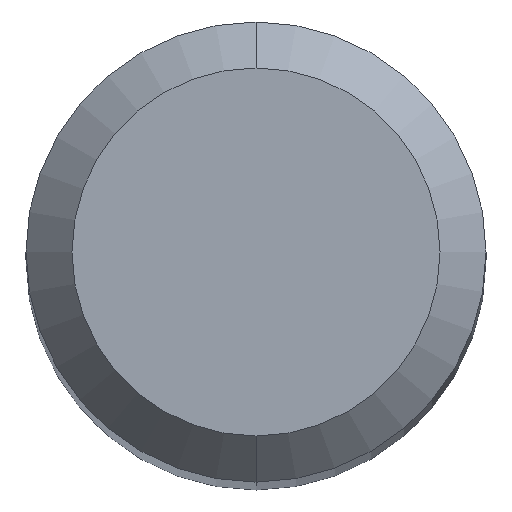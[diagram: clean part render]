
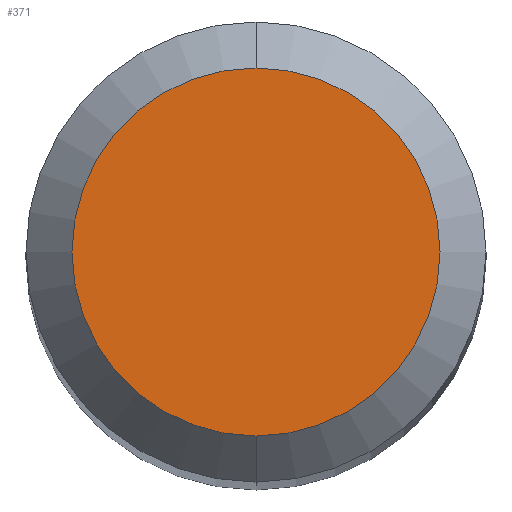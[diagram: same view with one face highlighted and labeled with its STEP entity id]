
A CAD part, top view. The second image highlights one B-rep face of the part: STEP entity #371.
In plain terms, the highlighted planar face has unit normal (0, 0, 1).
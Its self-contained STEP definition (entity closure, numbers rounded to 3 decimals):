
#211=EDGE_CURVE('',#359,#339,#521,.T.);
#213=EDGE_CURVE('',#339,#359,#523,.T.);
#339=VERTEX_POINT('',#660);
#359=VERTEX_POINT('',#683);
#371=ADVANCED_FACE('',(#696),#697,.T.);
#521=CIRCLE('',#894,1.2);
#523=CIRCLE('',#897,1.2);
#660=CARTESIAN_POINT('',(0.,-1.2,0.));
#683=CARTESIAN_POINT('',(0.0,1.2,0.));
#696=FACE_OUTER_BOUND('',#1236,.T.);
#697=PLANE('',#1237);
#894=AXIS2_PLACEMENT_3D('',#1485,#1486,#1487);
#897=AXIS2_PLACEMENT_3D('',#1488,#1489,#1490);
#1236=EDGE_LOOP('',(#1660,#1661));
#1237=AXIS2_PLACEMENT_3D('',#1662,#1663,#1664);
#1485=CARTESIAN_POINT('',(0.0,0.0,0.));
#1486=DIRECTION('',(0.0,0.0,-1.0));
#1487=DIRECTION('',(0.0,1.0,0.0));
#1488=CARTESIAN_POINT('',(0.0,0.0,0.));
#1489=DIRECTION('',(0.0,0.0,-1.0));
#1490=DIRECTION('',(0.0,1.0,0.0));
#1660=ORIENTED_EDGE('',*,*,#211,.F.);
#1661=ORIENTED_EDGE('',*,*,#213,.F.);
#1662=CARTESIAN_POINT('',(0.0,0.6,0.));
#1663=DIRECTION('',(-0.0,0.0,1.0));
#1664=DIRECTION('',(0.0,-1.0,0.0));
